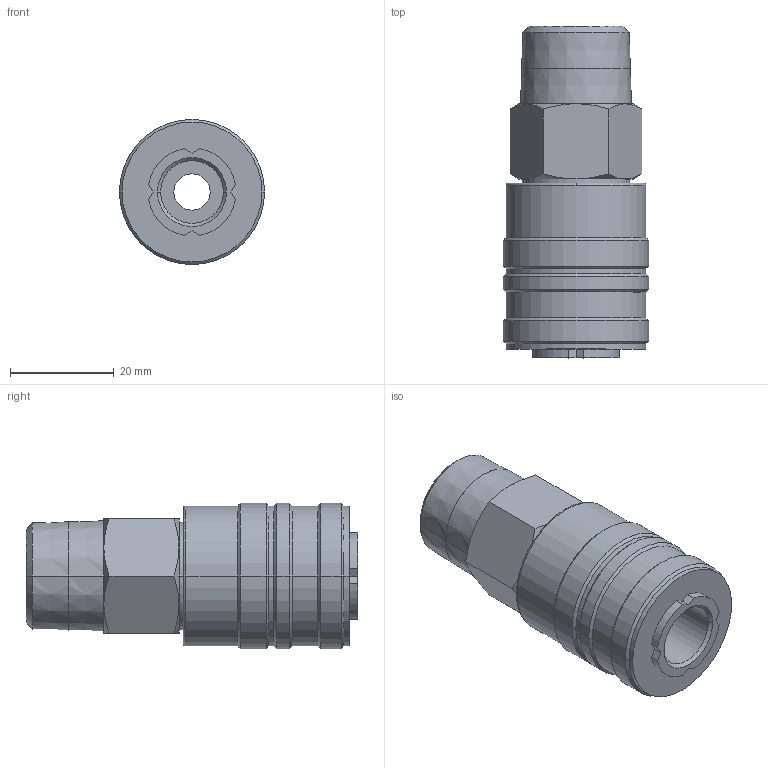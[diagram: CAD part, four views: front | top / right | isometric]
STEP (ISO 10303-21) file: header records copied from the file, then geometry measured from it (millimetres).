
FILE_DESCRIPTION(('STEP AP214'),'1');
FILE_NAME('esis_12_a.stp','2020-03-05T09:04:43',('TraceParts'),('TraceParts S.A.'),'Spatial InterOp 3D',' ',' ');
FILE_SCHEMA(('automotive_design'));
Length unit declared in the file: millimetre
Products named in the file (1): 1
Bounding box: 28 x 64 x 28 mm (x, y, z)
Volume: 26608.3 mm3; surface area: 8076.5 mm2
Topology: 1 solids, 1 shells, 85 faces, 187 edges, 111 vertices
Faces by surface type: cone 36, cylinder 24, plane 23, torus 2
Entity records: 3042 total; most frequent: CARTESIAN_POINT 480, DIRECTION 420, ORIENTED_EDGE 374, EDGE_CURVE 187, AXIS2_PLACEMENT_3D 171, VERTEX_POINT 111, EDGE_LOOP 94, STYLED_ITEM 85
